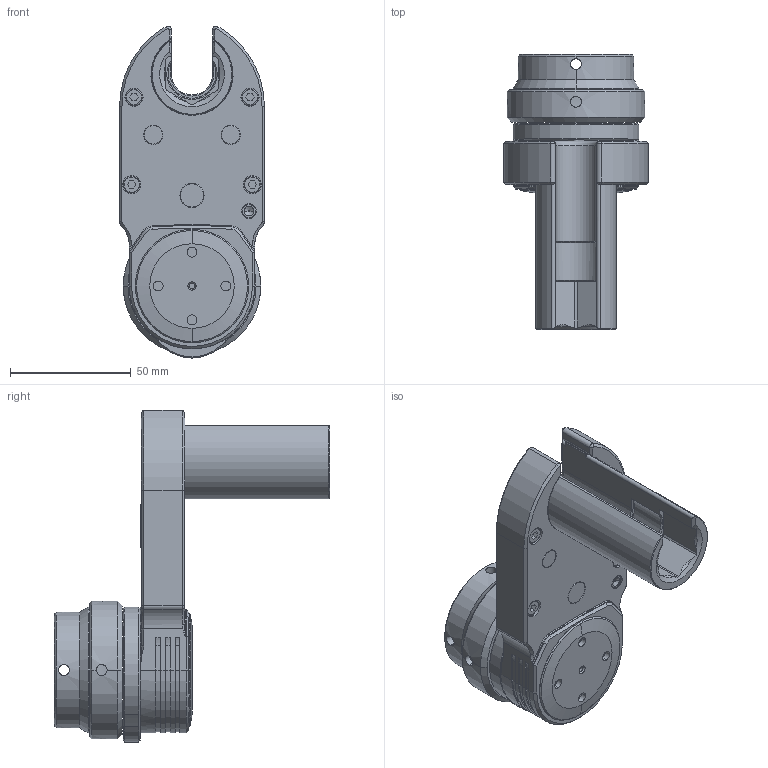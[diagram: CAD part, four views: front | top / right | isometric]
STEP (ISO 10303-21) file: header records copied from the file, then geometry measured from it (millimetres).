
FILE_DESCRIPTION((''),'2;1');
FILE_NAME('3513002403_SW0001','2024-05-02T09:53:20',('INEdipo'),(''),'CREO PARAMETRIC BY PTC INC, 2022414','CREO PARAMETRIC BY PTC INC, 2022414','');
FILE_SCHEMA(('AP242_MANAGED_MODEL_BASED_3D_ENGINEERING_MIM_LF { 1 0 10303 442 1 1 4 }'));
Length unit declared in the file: inch
Products named in the file (1): 3513002403_SW0001
Bounding box: 60 x 114 x 137.45 mm (x, y, z)
Volume: 224578 mm3; surface area: 43166.4 mm2
Topology: 2 solids, 2 shells, 374 faces, 931 edges, 591 vertices
Faces by surface type: plane 145, cylinder 134, cone 76, torus 17, sphere 2
Entity records: 15283 total; most frequent: CARTESIAN_POINT 3811, DIRECTION 1903, ORIENTED_EDGE 1858, EDGE_CURVE 929, AXIS2_PLACEMENT_3D 712, VERTEX_POINT 591, VECTOR 479, LINE 479
